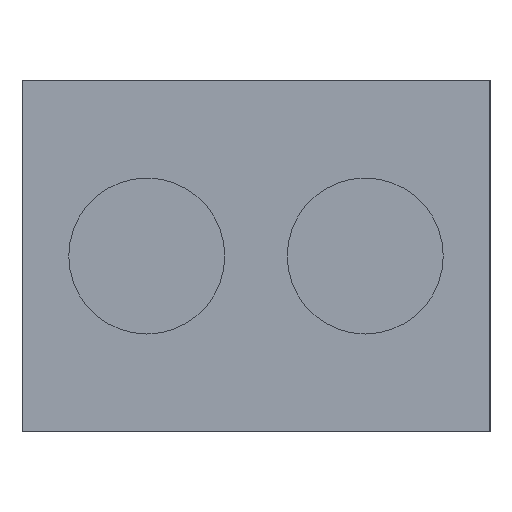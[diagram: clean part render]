
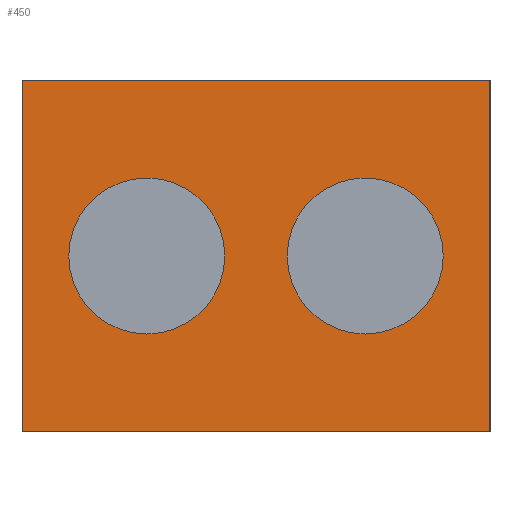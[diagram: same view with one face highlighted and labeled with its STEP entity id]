
A CAD part, left-side view. The second image highlights one B-rep face of the part: STEP entity #450.
In plain terms, the highlighted planar face has unit normal (-1, 0, 0).
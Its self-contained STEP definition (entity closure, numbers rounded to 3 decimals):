
#98 = VERTEX_POINT('',#99);
#99 = CARTESIAN_POINT('',(-23.,-12.,9.));
#105 = EDGE_CURVE('',#106,#98,#108,.T.);
#106 = VERTEX_POINT('',#107);
#107 = CARTESIAN_POINT('',(-23.,0.,9.));
#108 = LINE('',#109,#110);
#109 = CARTESIAN_POINT('',(-23.,0.,9.));
#110 = VECTOR('',#111,1.);
#111 = DIRECTION('',(0.,-1.,0.));
#129 = EDGE_CURVE('',#106,#130,#132,.T.);
#130 = VERTEX_POINT('',#131);
#131 = CARTESIAN_POINT('',(-23.,0.,-0.));
#132 = LINE('',#133,#134);
#133 = CARTESIAN_POINT('',(-23.,0.,9.));
#134 = VECTOR('',#135,1.);
#135 = DIRECTION('',(0.,0.,-1.));
#284 = EDGE_CURVE('',#98,#285,#287,.T.);
#285 = VERTEX_POINT('',#286);
#286 = CARTESIAN_POINT('',(-23.,-12.,0.));
#287 = LINE('',#288,#289);
#288 = CARTESIAN_POINT('',(-23.,-12.,9.));
#289 = VECTOR('',#290,1.);
#290 = DIRECTION('',(0.,0.,-1.));
#450 = ADVANCED_FACE('',(#451,#462,#473),#484,.F.);
#451 = FACE_BOUND('',#452,.F.);
#452 = EDGE_LOOP('',(#453,#454,#455,#461));
#453 = ORIENTED_EDGE('',*,*,#105,.T.);
#454 = ORIENTED_EDGE('',*,*,#284,.T.);
#455 = ORIENTED_EDGE('',*,*,#456,.F.);
#456 = EDGE_CURVE('',#130,#285,#457,.T.);
#457 = LINE('',#458,#459);
#458 = CARTESIAN_POINT('',(-23.,0.,0.));
#459 = VECTOR('',#460,1.);
#460 = DIRECTION('',(0.,-1.,0.));
#461 = ORIENTED_EDGE('',*,*,#129,.F.);
#462 = FACE_BOUND('',#463,.F.);
#463 = EDGE_LOOP('',(#464));
#464 = ORIENTED_EDGE('',*,*,#465,.T.);
#465 = EDGE_CURVE('',#466,#466,#468,.T.);
#466 = VERTEX_POINT('',#467);
#467 = CARTESIAN_POINT('',(-23.,-8.8,2.5));
#468 = CIRCLE('',#469,2.);
#469 = AXIS2_PLACEMENT_3D('',#470,#471,#472);
#470 = CARTESIAN_POINT('',(-23.,-8.8,4.5));
#471 = DIRECTION('',(-1.,0.,0.));
#472 = DIRECTION('',(0.,0.,-1.));
#473 = FACE_BOUND('',#474,.F.);
#474 = EDGE_LOOP('',(#475));
#475 = ORIENTED_EDGE('',*,*,#476,.T.);
#476 = EDGE_CURVE('',#477,#477,#479,.T.);
#477 = VERTEX_POINT('',#478);
#478 = CARTESIAN_POINT('',(-23.,-3.2,2.5));
#479 = CIRCLE('',#480,2.);
#480 = AXIS2_PLACEMENT_3D('',#481,#482,#483);
#481 = CARTESIAN_POINT('',(-23.,-3.2,4.5));
#482 = DIRECTION('',(-1.,0.,0.));
#483 = DIRECTION('',(0.,0.,-1.));
#484 = PLANE('',#485);
#485 = AXIS2_PLACEMENT_3D('',#486,#487,#488);
#486 = CARTESIAN_POINT('',(-23.,0.,9.));
#487 = DIRECTION('',(1.,0.,0.));
#488 = DIRECTION('',(0.,0.,-1.));
